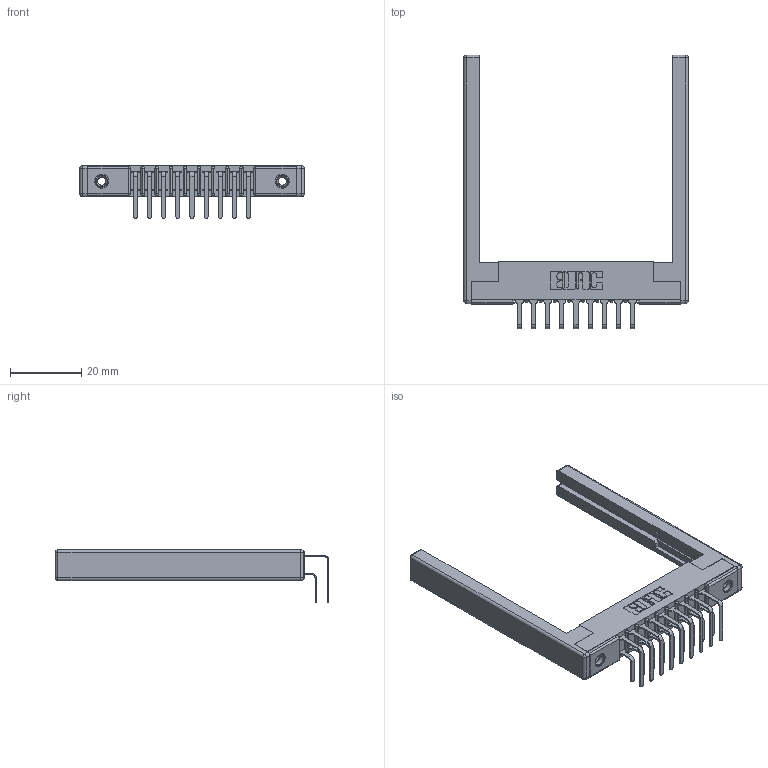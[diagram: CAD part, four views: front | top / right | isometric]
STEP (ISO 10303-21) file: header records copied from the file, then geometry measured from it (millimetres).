
FILE_DESCRIPTION (( 'STEP AP203' ), '1' );
FILE_NAME ('307-018-458-268.STEP', '2020-09-28T19:14:57', ( '' ), ( '' ), 'SwSTEP 2.0', 'SolidWorks 2020', '' );
FILE_SCHEMA (( 'CONFIG_CONTROL_DESIGN' ));
Length unit declared in the file: inch
Products named in the file (6): 307 Part_.156 Dia Mounting Holes; 307-290-001_558 - 2 (Single); 345-250-001_345-250-001-102; 307-018-458-268; 307-290-001_558 559 - 1 (Single); 307-220-068
Assembly tree (23 placements, depth 2):
  307-018-458-268
    307 Part_.156 Dia Mounting Holes
    307-290-001_558 559 - 1 (Single)  x9
    307-290-001_558 - 2 (Single)  x9
    307-220-068  x2
    345-250-001_345-250-001-102  x2
Bounding box: 63.09 x 76.92 x 14.81 mm (x, y, z)
Volume: 8769.7 mm3; surface area: 11248 mm2
Topology: 23 solids, 23 shells, 1182 faces, 3269 edges, 2106 vertices
Faces by surface type: plane 752, cylinder 386, sphere 28, cone 12, torus 4
Entity records: 16278 total; most frequent: CARTESIAN_POINT 2652, DIRECTION 2626, ORIENTED_EDGE 2616, EDGE_CURVE 1308, VECTOR 986, LINE 986, VERTEX_POINT 846, AXIS2_PLACEMENT_3D 820
